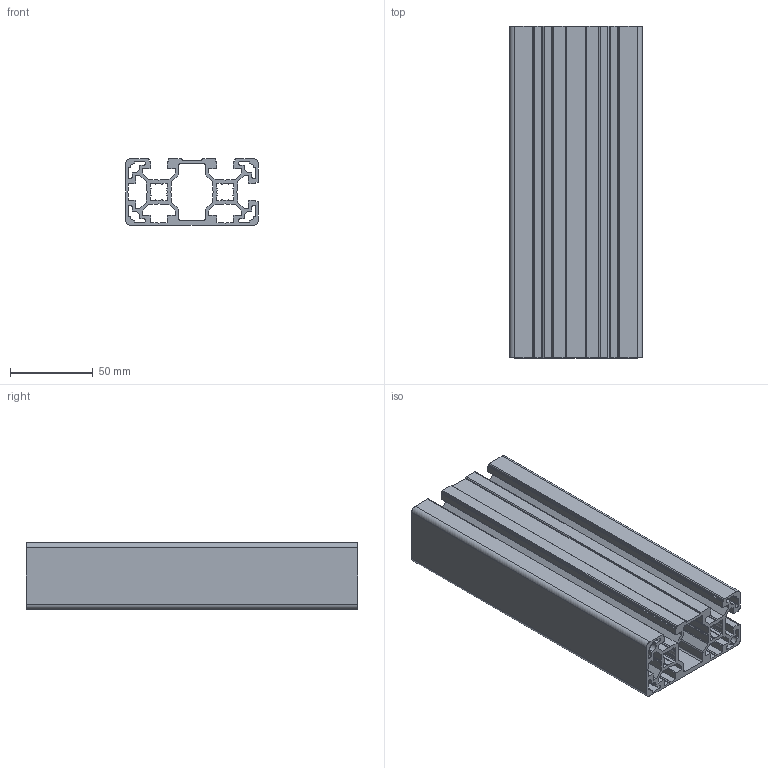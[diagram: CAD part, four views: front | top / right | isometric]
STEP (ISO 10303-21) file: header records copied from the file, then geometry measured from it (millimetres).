
FILE_DESCRIPTION (( 'STEP AP203' ), '1' );
FILE_NAME ('411993654_c_1.STEP', '2022-10-24T11:25:15', ( '' ), ( '' ), 'SwSTEP 2.0', 'SolidWorks 2014', '' );
FILE_SCHEMA (( 'CONFIG_CONTROL_DESIGN' ));
Length unit declared in the file: millimetre
Products named in the file (1): 411993654_c_1
Bounding box: 80 x 200 x 40 mm (x, y, z)
Volume: 212218 mm3; surface area: 176034 mm2
Topology: 1 solids, 1 shells, 364 faces, 1086 edges, 724 vertices
Faces by surface type: plane 191, cylinder 173
Entity records: 12433 total; most frequent: CARTESIAN_POINT 2175, ORIENTED_EDGE 2172, DIRECTION 2162, EDGE_CURVE 1086, VECTOR 740, LINE 740, VERTEX_POINT 724, AXIS2_PLACEMENT_3D 711
